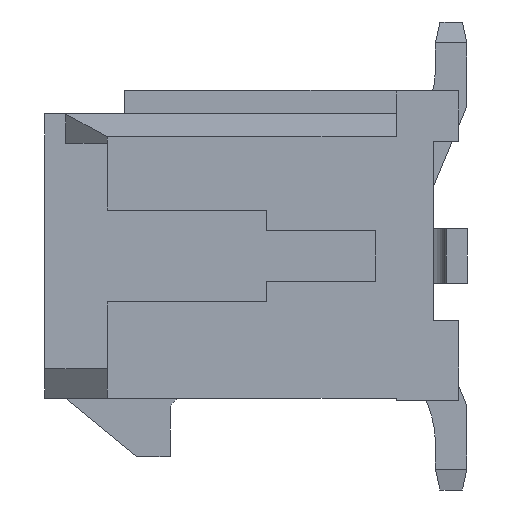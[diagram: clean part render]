
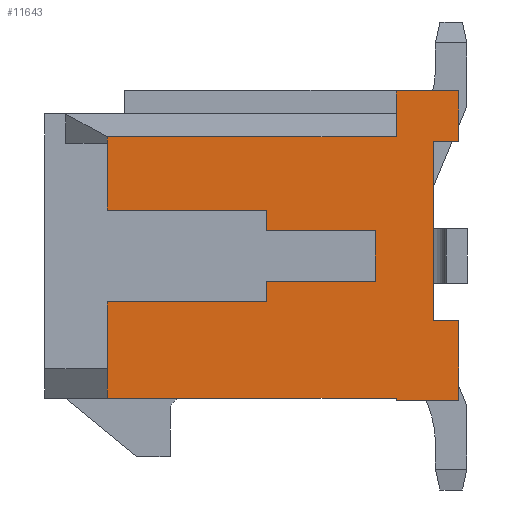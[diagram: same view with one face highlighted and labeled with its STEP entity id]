
A CAD part, left-side view. The second image highlights one B-rep face of the part: STEP entity #11643.
In plain terms, the highlighted planar face has unit normal (-1, 0, 0).
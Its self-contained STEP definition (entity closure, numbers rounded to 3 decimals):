
#1=DIRECTION('',(0.,-1.,0.));
#2=VECTOR('',#1,6.91);
#3=CARTESIAN_POINT('',(-15.325,8.41,-3.4));
#4=LINE('',#3,#2);
#41=DIRECTION('',(0.,0.,-1.));
#42=VECTOR('',#41,1.9);
#43=CARTESIAN_POINT('',(-15.325,0.,-1.55));
#44=LINE('',#43,#42);
#45=DIRECTION('',(0.,0.,1.));
#46=VECTOR('',#45,0.7);
#47=CARTESIAN_POINT('',(-15.325,8.41,-3.4));
#48=LINE('',#47,#46);
#49=DIRECTION('',(0.,0.,-1.));
#50=VECTOR('',#49,1.6);
#51=CARTESIAN_POINT('',(-15.325,8.41,-1.1));
#52=LINE('',#51,#50);
#53=DIRECTION('',(0.,-1.,0.));
#54=VECTOR('',#53,3.8);
#55=CARTESIAN_POINT('',(-15.325,8.41,-1.1));
#56=LINE('',#55,#54);
#57=DIRECTION('',(0.,0.,-1.));
#58=VECTOR('',#57,0.5);
#59=CARTESIAN_POINT('',(-15.325,4.61,-0.6));
#60=LINE('',#59,#58);
#61=DIRECTION('',(0.,1.,0.));
#62=VECTOR('',#61,2.61);
#63=CARTESIAN_POINT('',(-15.325,2.,-0.6));
#64=LINE('',#63,#62);
#65=DIRECTION('',(0.,0.,-1.));
#66=VECTOR('',#65,1.2);
#67=CARTESIAN_POINT('',(-15.325,2.,0.6));
#68=LINE('',#67,#66);
#69=DIRECTION('',(0.,-1.,0.));
#70=VECTOR('',#69,2.61);
#71=CARTESIAN_POINT('',(-15.325,4.61,0.6));
#72=LINE('',#71,#70);
#73=DIRECTION('',(0.,0.,-1.));
#74=VECTOR('',#73,0.5);
#75=CARTESIAN_POINT('',(-15.325,4.61,1.1));
#76=LINE('',#75,#74);
#77=DIRECTION('',(0.,-1.,0.));
#78=VECTOR('',#77,3.8);
#79=CARTESIAN_POINT('',(-15.325,8.41,1.1));
#80=LINE('',#79,#78);
#81=DIRECTION('',(0.,0.,-1.));
#82=VECTOR('',#81,1.6);
#83=CARTESIAN_POINT('',(-15.325,8.41,2.7));
#84=LINE('',#83,#82);
#85=DIRECTION('',(0.,0.,1.));
#86=VECTOR('',#85,0.15);
#87=CARTESIAN_POINT('',(-15.325,8.41,2.7));
#88=LINE('',#87,#86);
#89=DIRECTION('',(0.,-1.,0.));
#90=VECTOR('',#89,6.91);
#91=CARTESIAN_POINT('',(-15.325,8.41,2.85));
#92=LINE('',#91,#90);
#93=DIRECTION('',(0.,0.,-1.));
#94=VECTOR('',#93,1.2);
#95=CARTESIAN_POINT('',(-15.325,0.,3.95));
#96=LINE('',#95,#94);
#97=DIRECTION('',(0.,1.,0.));
#98=VECTOR('',#97,0.6);
#99=CARTESIAN_POINT('',(-15.325,0.,2.75));
#100=LINE('',#99,#98);
#101=DIRECTION('',(0.,-1.,0.));
#102=VECTOR('',#101,0.6);
#103=CARTESIAN_POINT('',(-15.325,0.6,-1.55));
#104=LINE('',#103,#102);
#969=DIRECTION('',(0.,0.,1.));
#970=VECTOR('',#969,4.3);
#971=CARTESIAN_POINT('',(-15.325,0.6,-1.55));
#972=LINE('',#971,#970);
#3569=DIRECTION('',(0.,1.,0.));
#3570=VECTOR('',#3569,1.5);
#3571=CARTESIAN_POINT('',(-15.325,0.,-3.45));
#3572=LINE('',#3571,#3570);
#3597=DIRECTION('',(0.,0.,-1.));
#3598=VECTOR('',#3597,0.05);
#3599=CARTESIAN_POINT('',(-15.325,1.5,-3.4));
#3600=LINE('',#3599,#3598);
#3697=DIRECTION('',(0.,-1.,0.));
#3698=VECTOR('',#3697,1.5);
#3699=CARTESIAN_POINT('',(-15.325,1.5,3.95));
#3700=LINE('',#3699,#3698);
#4081=DIRECTION('',(0.,0.,-1.));
#4082=VECTOR('',#4081,1.1);
#4083=CARTESIAN_POINT('',(-15.325,1.5,3.95));
#4084=LINE('',#4083,#4082);
#8763=CARTESIAN_POINT('',(-15.325,8.41,-3.4));
#8765=VERTEX_POINT('',#8763);
#8925=CARTESIAN_POINT('',(-15.325,0.,2.75));
#8926=CARTESIAN_POINT('',(-15.325,0.6,2.75));
#8927=VERTEX_POINT('',#8925);
#8928=VERTEX_POINT('',#8926);
#9109=CARTESIAN_POINT('',(-15.325,0.,3.95));
#9111=VERTEX_POINT('',#9109);
#9117=CARTESIAN_POINT('',(-15.325,1.5,3.95));
#9118=VERTEX_POINT('',#9117);
#9127=CARTESIAN_POINT('',(-15.325,1.5,2.85));
#9129=VERTEX_POINT('',#9127);
#9133=CARTESIAN_POINT('',(-15.325,8.41,2.85));
#9134=VERTEX_POINT('',#9133);
#9144=CARTESIAN_POINT('',(-15.325,0.,-1.55));
#9146=VERTEX_POINT('',#9144);
#9155=CARTESIAN_POINT('',(-15.325,0.6,-1.55));
#9156=VERTEX_POINT('',#9155);
#9169=CARTESIAN_POINT('',(-15.325,1.5,-3.45));
#9171=VERTEX_POINT('',#9169);
#9175=CARTESIAN_POINT('',(-15.325,0.,-3.45));
#9176=VERTEX_POINT('',#9175);
#9193=CARTESIAN_POINT('',(-15.325,1.5,-3.4));
#9194=VERTEX_POINT('',#9193);
#9373=CARTESIAN_POINT('',(-15.325,8.41,-1.1));
#9374=VERTEX_POINT('',#9373);
#9375=CARTESIAN_POINT('',(-15.325,8.41,-2.7));
#9376=VERTEX_POINT('',#9375);
#9377=CARTESIAN_POINT('',(-15.325,8.41,2.7));
#9379=VERTEX_POINT('',#9377);
#9381=CARTESIAN_POINT('',(-15.325,8.41,1.1));
#9382=VERTEX_POINT('',#9381);
#9383=CARTESIAN_POINT('',(-15.325,4.61,1.1));
#9384=VERTEX_POINT('',#9383);
#9385=CARTESIAN_POINT('',(-15.325,4.61,0.6));
#9386=VERTEX_POINT('',#9385);
#9387=CARTESIAN_POINT('',(-15.325,2.,0.6));
#9388=VERTEX_POINT('',#9387);
#9389=CARTESIAN_POINT('',(-15.325,2.,-0.6));
#9390=VERTEX_POINT('',#9389);
#9391=CARTESIAN_POINT('',(-15.325,4.61,-0.6));
#9392=VERTEX_POINT('',#9391);
#9393=CARTESIAN_POINT('',(-15.325,4.61,-1.1));
#9394=VERTEX_POINT('',#9393);
#11593=CARTESIAN_POINT('',(-15.325,9.91,-3.4));
#11594=DIRECTION('',(-1.,0.,0.));
#11595=DIRECTION('',(0.,-1.,0.));
#11596=AXIS2_PLACEMENT_3D('',#11593,#11594,#11595);
#11597=PLANE('',#11596);
#11599=ORIENTED_EDGE('',*,*,#11598,.T.);
#11601=ORIENTED_EDGE('',*,*,#11600,.T.);
#11603=ORIENTED_EDGE('',*,*,#11602,.F.);
#11604=ORIENTED_EDGE('',*,*,#11564,.F.);
#11606=ORIENTED_EDGE('',*,*,#11605,.T.);
#11608=ORIENTED_EDGE('',*,*,#11607,.F.);
#11610=ORIENTED_EDGE('',*,*,#11609,.T.);
#11612=ORIENTED_EDGE('',*,*,#11611,.F.);
#11614=ORIENTED_EDGE('',*,*,#11613,.F.);
#11616=ORIENTED_EDGE('',*,*,#11615,.F.);
#11618=ORIENTED_EDGE('',*,*,#11617,.F.);
#11620=ORIENTED_EDGE('',*,*,#11619,.F.);
#11622=ORIENTED_EDGE('',*,*,#11621,.F.);
#11624=ORIENTED_EDGE('',*,*,#11623,.F.);
#11626=ORIENTED_EDGE('',*,*,#11625,.T.);
#11628=ORIENTED_EDGE('',*,*,#11627,.T.);
#11630=ORIENTED_EDGE('',*,*,#11629,.F.);
#11632=ORIENTED_EDGE('',*,*,#11631,.T.);
#11634=ORIENTED_EDGE('',*,*,#11633,.T.);
#11636=ORIENTED_EDGE('',*,*,#11635,.T.);
#11638=ORIENTED_EDGE('',*,*,#11637,.F.);
#11640=ORIENTED_EDGE('',*,*,#11639,.T.);
#11641=EDGE_LOOP('',(#11599,#11601,#11603,#11604,#11606,#11608,#11610,#11612,
#11614,#11616,#11618,#11620,#11622,#11624,#11626,#11628,#11630,#11632,#11634,
#11636,#11638,#11640));
#11642=FACE_OUTER_BOUND('',#11641,.F.);
#11564=EDGE_CURVE('',#8765,#9194,#4,.T.);
#11598=EDGE_CURVE('',#9146,#9176,#44,.T.);
#11600=EDGE_CURVE('',#9176,#9171,#3572,.T.);
#11602=EDGE_CURVE('',#9194,#9171,#3600,.T.);
#11605=EDGE_CURVE('',#8765,#9376,#48,.T.);
#11607=EDGE_CURVE('',#9374,#9376,#52,.T.);
#11609=EDGE_CURVE('',#9374,#9394,#56,.T.);
#11611=EDGE_CURVE('',#9392,#9394,#60,.T.);
#11613=EDGE_CURVE('',#9390,#9392,#64,.T.);
#11615=EDGE_CURVE('',#9388,#9390,#68,.T.);
#11617=EDGE_CURVE('',#9386,#9388,#72,.T.);
#11619=EDGE_CURVE('',#9384,#9386,#76,.T.);
#11621=EDGE_CURVE('',#9382,#9384,#80,.T.);
#11623=EDGE_CURVE('',#9379,#9382,#84,.T.);
#11625=EDGE_CURVE('',#9379,#9134,#88,.T.);
#11627=EDGE_CURVE('',#9134,#9129,#92,.T.);
#11629=EDGE_CURVE('',#9118,#9129,#4084,.T.);
#11631=EDGE_CURVE('',#9118,#9111,#3700,.T.);
#11633=EDGE_CURVE('',#9111,#8927,#96,.T.);
#11635=EDGE_CURVE('',#8927,#8928,#100,.T.);
#11637=EDGE_CURVE('',#9156,#8928,#972,.T.);
#11639=EDGE_CURVE('',#9156,#9146,#104,.T.);
#11643=ADVANCED_FACE('',(#11642),#11597,.T.);
